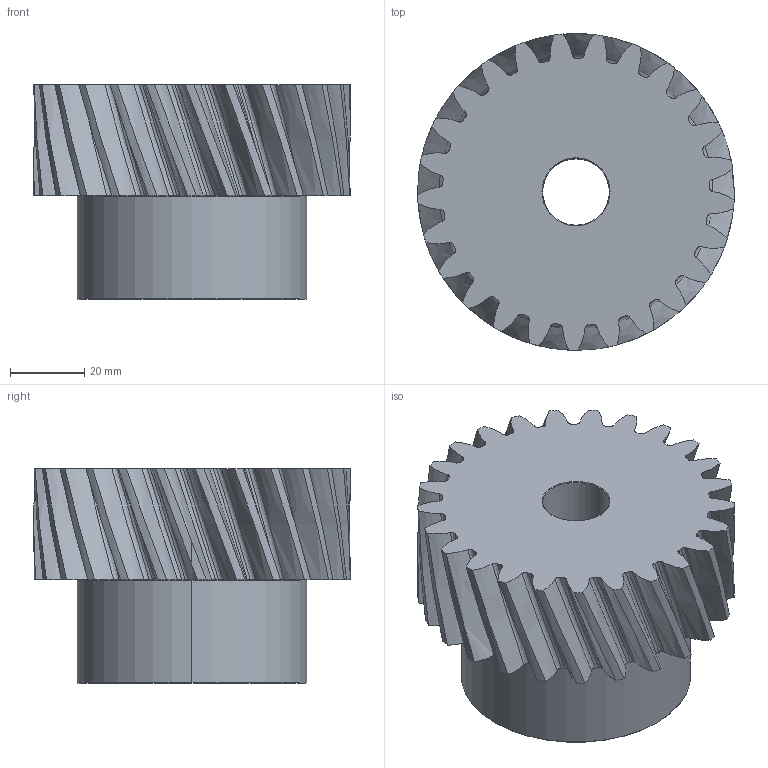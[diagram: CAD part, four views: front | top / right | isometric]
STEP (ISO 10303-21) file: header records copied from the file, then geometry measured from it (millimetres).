
FILE_DESCRIPTION(('STEP AP214'),'1');
FILE_NAME('127-030-025.stp','2017-07-28T09:54:50',('TraceParts'),('TraceParts S.A.'),'Spatial InterOp 3D',' ',' ');
FILE_SCHEMA(('automotive_design'));
Length unit declared in the file: millimetre
Products named in the file (1): 127-030-025
Bounding box: 85.58 x 85.57 x 58 mm (x, y, z)
Volume: 217220.4 mm3; surface area: 32796.3 mm2
Topology: 1 solids, 1 shells, 167 faces, 484 edges, 320 vertices
Faces by surface type: bspline 125, cylinder 31, cone 6, plane 3, torus 2
Entity records: 16011 total; most frequent: CARTESIAN_POINT 11338, ORIENTED_EDGE 968, EDGE_CURVE 484, DIRECTION 384, VERTEX_POINT 320, B_SPLINE_CURVE_WITH_KNOTS 200, AXIS2_PLACEMENT_3D 186, EDGE_LOOP 170
